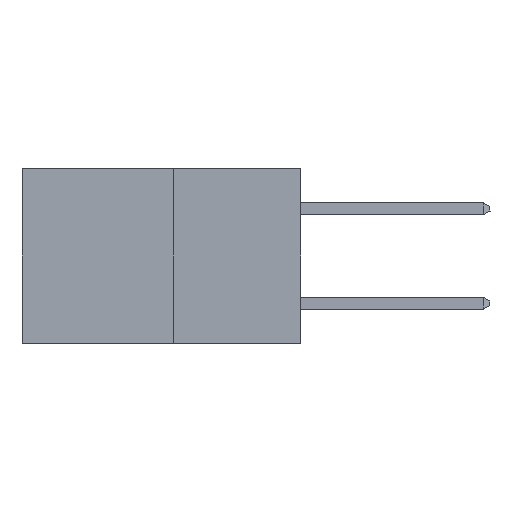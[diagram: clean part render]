
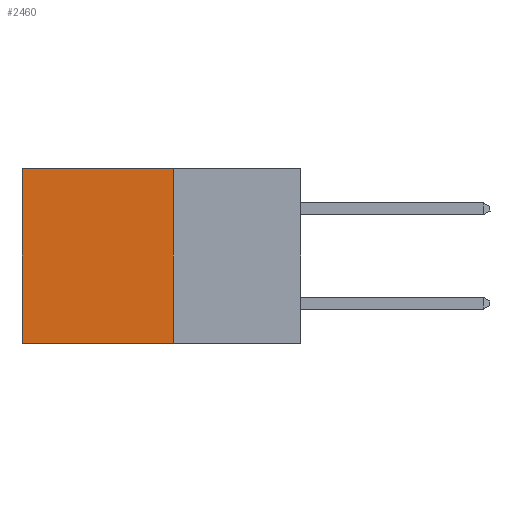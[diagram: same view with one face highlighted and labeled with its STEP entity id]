
A CAD part, left-side view. The second image highlights one B-rep face of the part: STEP entity #2460.
In plain terms, the highlighted planar face has unit normal (-1, 0, 0).
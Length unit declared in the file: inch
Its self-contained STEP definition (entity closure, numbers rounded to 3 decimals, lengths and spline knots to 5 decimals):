
#372 = EDGE_CURVE ( 'NONE', #9626, #12558, #6835, .T. ) ;
#540 = ORIENTED_EDGE ( 'NONE', *, *, #8117, .T. ) ;
#768 = LINE ( 'NONE', #15695, #14375 ) ;
#1085 = EDGE_LOOP ( 'NONE', ( #540, #2923, #15849, #15268 ) ) ;
#1373 = DIRECTION ( 'NONE',  ( 1., 0., 0. ) ) ;
#2053 = DIRECTION ( 'NONE',  ( 0., 1., 0. ) ) ;
#2441 = DIRECTION ( 'NONE',  ( 0., 0., -1. ) ) ;
#2460 = ADVANCED_FACE ( 'NONE', ( #8673 ), #9920, .F. ) ;
#2632 = CARTESIAN_POINT ( 'NONE',  ( 0.277, 0.27, -0.37 ) ) ;
#2706 = VECTOR ( 'NONE', #11500, 39.37008 ) ;
#2923 = ORIENTED_EDGE ( 'NONE', *, *, #372, .F. ) ;
#3128 = LINE ( 'NONE', #7317, #2706 ) ;
#3346 = CARTESIAN_POINT ( 'NONE',  ( 0.277, 0.27, -0.37 ) ) ;
#4066 = EDGE_CURVE ( 'NONE', #7916, #9626, #16173, .T. ) ;
#4362 = CARTESIAN_POINT ( 'NONE',  ( 0.277, 0.27, -0.37 ) ) ;
#5013 = VERTEX_POINT ( 'NONE', #12218 ) ;
#6835 = LINE ( 'NONE', #4362, #13713 ) ;
#7097 = DIRECTION ( 'NONE',  ( 0., 0., -1. ) ) ;
#7156 = CARTESIAN_POINT ( 'NONE',  ( 0.277, 0.27, -0.37 ) ) ;
#7317 = CARTESIAN_POINT ( 'NONE',  ( 0.277, 0.27, 0. ) ) ;
#7916 = VERTEX_POINT ( 'NONE', #15300 ) ;
#8117 = EDGE_CURVE ( 'NONE', #5013, #12558, #768, .T. ) ;
#8444 = CARTESIAN_POINT ( 'NONE',  ( 0.277, 0.59, -0.37 ) ) ;
#8641 = EDGE_CURVE ( 'NONE', #7916, #5013, #3128, .T. ) ;
#8673 = FACE_OUTER_BOUND ( 'NONE', #1085, .T. ) ;
#8748 = VECTOR ( 'NONE', #7097, 39.37008 ) ;
#9626 = VERTEX_POINT ( 'NONE', #3346 ) ;
#9920 = PLANE ( 'NONE',  #16180 ) ;
#11500 = DIRECTION ( 'NONE',  ( 0., 1., 0. ) ) ;
#11626 = DIRECTION ( 'NONE',  ( 0., 0., -1. ) ) ;
#12218 = CARTESIAN_POINT ( 'NONE',  ( 0.277, 0.59, 0. ) ) ;
#12558 = VERTEX_POINT ( 'NONE', #8444 ) ;
#13713 = VECTOR ( 'NONE', #2053, 39.37008 ) ;
#14375 = VECTOR ( 'NONE', #2441, 39.37008 ) ;
#15268 = ORIENTED_EDGE ( 'NONE', *, *, #8641, .T. ) ;
#15300 = CARTESIAN_POINT ( 'NONE',  ( 0.277, 0.27, 0. ) ) ;
#15695 = CARTESIAN_POINT ( 'NONE',  ( 0.277, 0.59, -0.37 ) ) ;
#15849 = ORIENTED_EDGE ( 'NONE', *, *, #4066, .F. ) ;
#16173 = LINE ( 'NONE', #7156, #8748 ) ;
#16180 = AXIS2_PLACEMENT_3D ( 'NONE', #2632, #1373, #11626 ) ;
